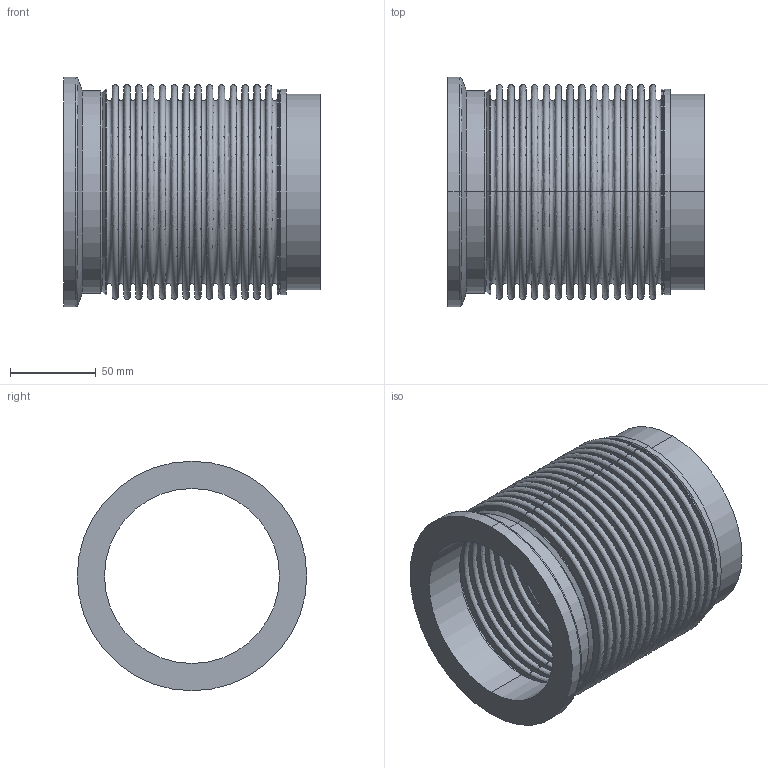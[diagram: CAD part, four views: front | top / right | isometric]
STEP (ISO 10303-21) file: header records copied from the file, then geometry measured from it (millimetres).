
FILE_DESCRIPTION( (''), '2;1');
FILE_NAME ('CAD714.5412.KP100_17431.stp','2017-01-24T16:00:49',(''),(''),'spGate 12.6.6','','');
FILE_SCHEMA (('AUTOMOTIVE_DESIGN'));
Length unit declared in the file: millimetre
Products named in the file (4): Assembly; KF100-1; KF100-2; PF100-2_mr
Assembly tree (3 placements, depth 2):
  Assembly
    KF100-1
    KF100-2
    PF100-2_mr
Bounding box: 150 x 134 x 134 mm (x, y, z)
Volume: 147602.2 mm3; surface area: 293425.9 mm2
Topology: 3 solids, 3 shells, 213 faces, 426 edges, 278 vertices
Faces by surface type: bspline 128, plane 65, cylinder 20
Entity records: 12184 total; most frequent: CARTESIAN_POINT 4457, ORIENTED_EDGE 852, DIRECTION 742, COLOUR_RGB 642, PRESENTATION_STYLE_ASSIGNMENT 642, STYLED_ITEM 642, EDGE_CURVE 426, DRAUGHTING_PRE_DEFINED_CURVE_FONT 426
